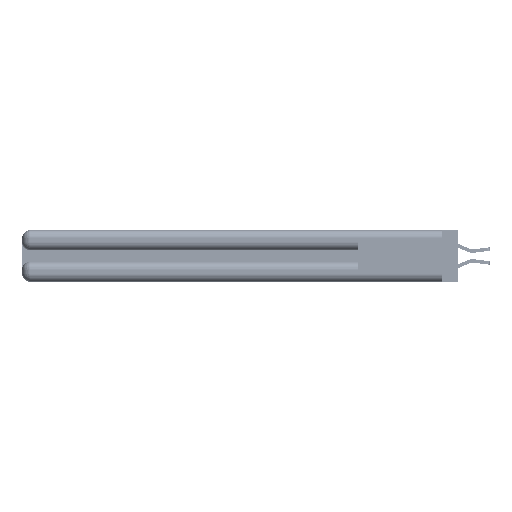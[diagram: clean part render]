
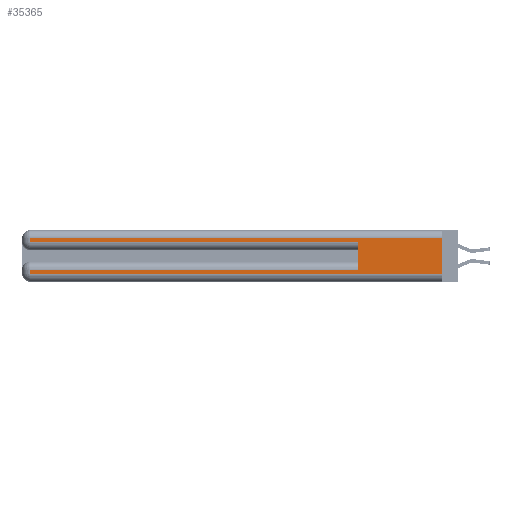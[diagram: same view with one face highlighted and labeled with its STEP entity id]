
A CAD part, left-side view. The second image highlights one B-rep face of the part: STEP entity #35365.
In plain terms, the highlighted planar face has unit normal (-1, 0, 0).
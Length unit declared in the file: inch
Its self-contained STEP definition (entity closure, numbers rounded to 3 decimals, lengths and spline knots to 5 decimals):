
#220 = EDGE_CURVE ( 'NONE', #19700, #43512, #29772, .T. ) ;
#895 = CARTESIAN_POINT ( 'NONE',  ( 0., 2.94, 0.085 ) ) ;
#1643 = CARTESIAN_POINT ( 'NONE',  ( 0., 0., 0.37 ) ) ;
#2208 = EDGE_LOOP ( 'NONE', ( #34233, #46689, #18815, #29844, #7613, #46371, #16360, #19866 ) ) ;
#2688 = VERTEX_POINT ( 'NONE', #26399 ) ;
#3426 = LINE ( 'NONE', #21738, #11736 ) ;
#4050 = EDGE_CURVE ( 'NONE', #2688, #20615, #31584, .T. ) ;
#6023 = EDGE_CURVE ( 'NONE', #44606, #46875, #40783, .T. ) ;
#7233 = CARTESIAN_POINT ( 'NONE',  ( 0., 2.94, 0.06 ) ) ;
#7613 = ORIENTED_EDGE ( 'NONE', *, *, #220, .F. ) ;
#8589 = FACE_OUTER_BOUND ( 'NONE', #2208, .T. ) ;
#10108 = AXIS2_PLACEMENT_3D ( 'NONE', #35891, #51984, #27975 ) ;
#11275 = DIRECTION ( 'NONE',  ( 0., 1., 0. ) ) ;
#11736 = VECTOR ( 'NONE', #37870, 39.37008 ) ;
#13800 = DIRECTION ( 'NONE',  ( 0., 0., -1. ) ) ;
#15581 = CARTESIAN_POINT ( 'NONE',  ( 0., 0., 0.285 ) ) ;
#15665 = EDGE_CURVE ( 'NONE', #43654, #20615, #24925, .T. ) ;
#16360 = ORIENTED_EDGE ( 'NONE', *, *, #45804, .T. ) ;
#16437 = EDGE_CURVE ( 'NONE', #19700, #31120, #32371, .T. ) ;
#16927 = VECTOR ( 'NONE', #13800, 39.37008 ) ;
#17930 = CARTESIAN_POINT ( 'NONE',  ( 0., 2.94, 0.37 ) ) ;
#18463 = CARTESIAN_POINT ( 'NONE',  ( 0., 0.6, 0.085 ) ) ;
#18815 = ORIENTED_EDGE ( 'NONE', *, *, #6023, .T. ) ;
#19700 = VERTEX_POINT ( 'NONE', #18463 ) ;
#19722 = DIRECTION ( 'NONE',  ( 0., -1., 0. ) ) ;
#19866 = ORIENTED_EDGE ( 'NONE', *, *, #15665, .T. ) ;
#20615 = VERTEX_POINT ( 'NONE', #20686 ) ;
#20686 = CARTESIAN_POINT ( 'NONE',  ( 0., 0., 0.06 ) ) ;
#20948 = VECTOR ( 'NONE', #26148, 39.37008 ) ;
#21712 = VECTOR ( 'NONE', #11275, 39.37008 ) ;
#21738 = CARTESIAN_POINT ( 'NONE',  ( 0., 0., 0.31 ) ) ;
#23955 = PLANE ( 'NONE',  #10108 ) ;
#24925 = LINE ( 'NONE', #50728, #35591 ) ;
#26148 = DIRECTION ( 'NONE',  ( 0., 0., -1. ) ) ;
#26288 = EDGE_CURVE ( 'NONE', #2688, #44606, #3426, .T. ) ;
#26399 = CARTESIAN_POINT ( 'NONE',  ( 0., 0., 0.31 ) ) ;
#26595 = CARTESIAN_POINT ( 'NONE',  ( 0., 2.94, 0.285 ) ) ;
#27473 = CARTESIAN_POINT ( 'NONE',  ( 0., 0.6, 0.145 ) ) ;
#27691 = VECTOR ( 'NONE', #19722, 39.37008 ) ;
#27903 = DIRECTION ( 'NONE',  ( 0., 0., -1. ) ) ;
#27975 = DIRECTION ( 'NONE',  ( 0., 0., -1. ) ) ;
#29772 = LINE ( 'NONE', #27473, #31058 ) ;
#29844 = ORIENTED_EDGE ( 'NONE', *, *, #34083, .T. ) ;
#31058 = VECTOR ( 'NONE', #51487, 39.37008 ) ;
#31120 = VERTEX_POINT ( 'NONE', #895 ) ;
#31382 = CARTESIAN_POINT ( 'NONE',  ( 0., 0., 0.085 ) ) ;
#31584 = LINE ( 'NONE', #1643, #20948 ) ;
#32248 = LINE ( 'NONE', #51912, #44653 ) ;
#32371 = LINE ( 'NONE', #31382, #21712 ) ;
#33806 = CARTESIAN_POINT ( 'NONE',  ( 0., 2.94, 0.31 ) ) ;
#34083 = EDGE_CURVE ( 'NONE', #46875, #43512, #50825, .T. ) ;
#34233 = ORIENTED_EDGE ( 'NONE', *, *, #4050, .F. ) ;
#35365 = ADVANCED_FACE ( 'NONE', ( #8589 ), #23955, .F. ) ;
#35591 = VECTOR ( 'NONE', #42504, 39.37008 ) ;
#35891 = CARTESIAN_POINT ( 'NONE',  ( 0., 0., 0.37 ) ) ;
#37870 = DIRECTION ( 'NONE',  ( 0., 1., 0. ) ) ;
#40783 = LINE ( 'NONE', #17930, #16927 ) ;
#42492 = CARTESIAN_POINT ( 'NONE',  ( 0., 0.6, 0.285 ) ) ;
#42504 = DIRECTION ( 'NONE',  ( 0., -1., 0. ) ) ;
#43512 = VERTEX_POINT ( 'NONE', #42492 ) ;
#43654 = VERTEX_POINT ( 'NONE', #7233 ) ;
#44606 = VERTEX_POINT ( 'NONE', #33806 ) ;
#44653 = VECTOR ( 'NONE', #27903, 39.37008 ) ;
#45804 = EDGE_CURVE ( 'NONE', #31120, #43654, #32248, .T. ) ;
#46371 = ORIENTED_EDGE ( 'NONE', *, *, #16437, .T. ) ;
#46689 = ORIENTED_EDGE ( 'NONE', *, *, #26288, .T. ) ;
#46875 = VERTEX_POINT ( 'NONE', #26595 ) ;
#50728 = CARTESIAN_POINT ( 'NONE',  ( 0., 0., 0.06 ) ) ;
#50825 = LINE ( 'NONE', #15581, #27691 ) ;
#51487 = DIRECTION ( 'NONE',  ( 0., 0., 1. ) ) ;
#51912 = CARTESIAN_POINT ( 'NONE',  ( 0., 2.94, 0.37 ) ) ;
#51984 = DIRECTION ( 'NONE',  ( 1., 0., 0. ) ) ;
